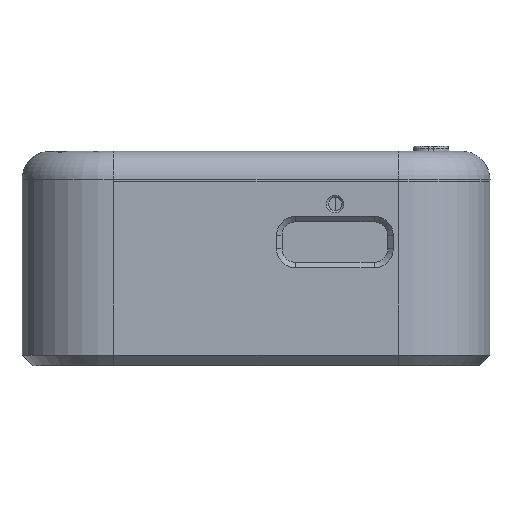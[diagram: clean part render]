
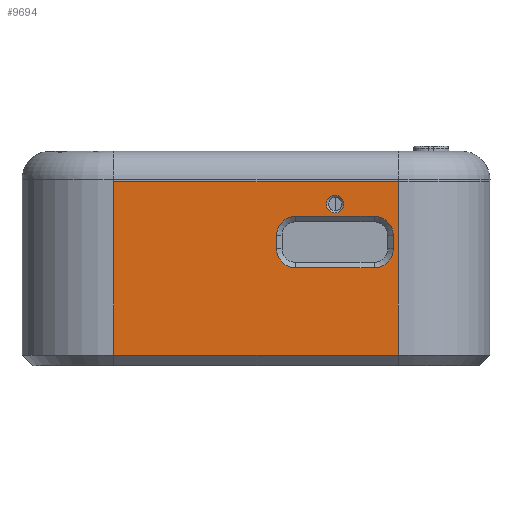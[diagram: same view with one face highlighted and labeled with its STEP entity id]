
A CAD part, left-side view. The second image highlights one B-rep face of the part: STEP entity #9694.
In plain terms, the highlighted planar face has unit normal (-1, 0, 0).
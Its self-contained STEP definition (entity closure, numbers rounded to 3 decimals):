
#262=FACE_BOUND('',#3284,.T.);
#263=FACE_BOUND('',#3285,.T.);
#471=PLANE('',#10190);
#638=LINE('',#14052,#1494);
#728=LINE('',#14625,#1584);
#1208=LINE('',#17996,#2064);
#1209=LINE('',#17998,#2065);
#1210=LINE('',#18003,#2066);
#1211=LINE('',#18007,#2067);
#1212=LINE('',#18011,#2068);
#1213=LINE('',#18015,#2069);
#1494=VECTOR('',#10776,10.);
#1584=VECTOR('',#10936,10.);
#2064=VECTOR('',#11746,10.);
#2065=VECTOR('',#11749,10.);
#2066=VECTOR('',#11752,10.);
#2067=VECTOR('',#11755,10.);
#2068=VECTOR('',#11758,10.);
#2069=VECTOR('',#11761,10.);
#2710=FACE_OUTER_BOUND('',#3283,.T.);
#3283=EDGE_LOOP('',(#8622,#8623,#8624,#8625));
#3284=EDGE_LOOP('',(#8626));
#3285=EDGE_LOOP('',(#8627,#8628,#8629,#8630,#8631,#8632,#8633,#8634));
#3927=CIRCLE('',#10191,0.8);
#3928=CIRCLE('',#10192,1.75);
#3929=CIRCLE('',#10193,1.75);
#3930=CIRCLE('',#10194,1.75);
#3931=CIRCLE('',#10195,1.75);
#4340=VERTEX_POINT('',#14046);
#4341=VERTEX_POINT('',#14050);
#4366=VERTEX_POINT('',#14615);
#4368=VERTEX_POINT('',#14621);
#4796=VERTEX_POINT('',#17999);
#4797=VERTEX_POINT('',#18001);
#4798=VERTEX_POINT('',#18002);
#4799=VERTEX_POINT('',#18004);
#4800=VERTEX_POINT('',#18006);
#4801=VERTEX_POINT('',#18008);
#4802=VERTEX_POINT('',#18010);
#4803=VERTEX_POINT('',#18012);
#4804=VERTEX_POINT('',#18014);
#5321=EDGE_CURVE('',#4341,#4340,#638,.T.);
#5420=EDGE_CURVE('',#4366,#4368,#728,.T.);
#6107=EDGE_CURVE('',#4366,#4340,#1208,.T.);
#6108=EDGE_CURVE('',#4368,#4341,#1209,.T.);
#6109=EDGE_CURVE('',#4796,#4796,#3927,.T.);
#6110=EDGE_CURVE('',#4797,#4798,#1210,.T.);
#6111=EDGE_CURVE('',#4799,#4797,#3928,.T.);
#6112=EDGE_CURVE('',#4800,#4799,#1211,.T.);
#6113=EDGE_CURVE('',#4801,#4800,#3929,.T.);
#6114=EDGE_CURVE('',#4802,#4801,#1212,.T.);
#6115=EDGE_CURVE('',#4803,#4802,#3930,.T.);
#6116=EDGE_CURVE('',#4804,#4803,#1213,.T.);
#6117=EDGE_CURVE('',#4798,#4804,#3931,.T.);
#8622=ORIENTED_EDGE('',*,*,#5420,.F.);
#8623=ORIENTED_EDGE('',*,*,#6107,.T.);
#8624=ORIENTED_EDGE('',*,*,#5321,.F.);
#8625=ORIENTED_EDGE('',*,*,#6108,.F.);
#8626=ORIENTED_EDGE('',*,*,#6109,.F.);
#8627=ORIENTED_EDGE('',*,*,#6110,.F.);
#8628=ORIENTED_EDGE('',*,*,#6111,.F.);
#8629=ORIENTED_EDGE('',*,*,#6112,.F.);
#8630=ORIENTED_EDGE('',*,*,#6113,.F.);
#8631=ORIENTED_EDGE('',*,*,#6114,.F.);
#8632=ORIENTED_EDGE('',*,*,#6115,.F.);
#8633=ORIENTED_EDGE('',*,*,#6116,.F.);
#8634=ORIENTED_EDGE('',*,*,#6117,.F.);
#9694=ADVANCED_FACE('',(#2710,#262,#263),#471,.T.);
#10190=AXIS2_PLACEMENT_3D('',#17997,#11747,#11748);
#10191=AXIS2_PLACEMENT_3D('',#18000,#11750,#11751);
#10192=AXIS2_PLACEMENT_3D('',#18005,#11753,#11754);
#10193=AXIS2_PLACEMENT_3D('',#18009,#11756,#11757);
#10194=AXIS2_PLACEMENT_3D('',#18013,#11759,#11760);
#10195=AXIS2_PLACEMENT_3D('',#18016,#11762,#11763);
#10776=DIRECTION('',(0.,-1.,0.));
#10936=DIRECTION('',(0.,1.,0.));
#11746=DIRECTION('',(0.,0.,1.));
#11747=DIRECTION('center_axis',(-1.,0.,0.));
#11748=DIRECTION('ref_axis',(0.,-1.,0.));
#11749=DIRECTION('',(0.,0.,1.));
#11750=DIRECTION('center_axis',(-1.,0.,0.));
#11751=DIRECTION('ref_axis',(0.,0.,1.));
#11752=DIRECTION('',(0.,1.,0.));
#11753=DIRECTION('center_axis',(-1.,0.,0.));
#11754=DIRECTION('ref_axis',(0.,-0.707,0.707));
#11755=DIRECTION('',(0.,0.,1.));
#11756=DIRECTION('center_axis',(-1.,0.,0.));
#11757=DIRECTION('ref_axis',(0.,-0.707,-0.707));
#11758=DIRECTION('',(0.,-1.,0.));
#11759=DIRECTION('center_axis',(-1.,0.,0.));
#11760=DIRECTION('ref_axis',(0.,0.707,-0.707));
#11761=DIRECTION('',(0.,0.,-1.));
#11762=DIRECTION('center_axis',(-1.,0.,0.));
#11763=DIRECTION('ref_axis',(0.,0.707,0.707));
#14046=CARTESIAN_POINT('',(56.405,42.925,3.934));
#14050=CARTESIAN_POINT('',(56.405,68.955,3.934));
#14052=CARTESIAN_POINT('',(56.405,62.447,3.934));
#14615=CARTESIAN_POINT('',(56.405,42.925,-11.89));
#14621=CARTESIAN_POINT('',(56.405,68.955,-11.89));
#14625=CARTESIAN_POINT('',(56.405,62.447,-11.89));
#17996=CARTESIAN_POINT('',(56.405,42.925,-12.89));
#17997=CARTESIAN_POINT('Origin',(56.405,68.955,-12.89));
#17998=CARTESIAN_POINT('',(56.405,68.955,-12.89));
#17999=CARTESIAN_POINT('',(56.405,48.7,1.1));
#18000=CARTESIAN_POINT('Origin',(56.405,48.7,1.9));
#18001=CARTESIAN_POINT('',(56.405,45.149,0.786));
#18002=CARTESIAN_POINT('',(56.405,52.312,0.786));
#18003=CARTESIAN_POINT('',(56.405,61.258,0.786));
#18004=CARTESIAN_POINT('',(56.405,43.399,-0.964));
#18005=CARTESIAN_POINT('Origin',(56.405,45.149,-0.964));
#18006=CARTESIAN_POINT('',(56.405,43.399,-2.176));
#18007=CARTESIAN_POINT('',(56.405,43.399,-6.302));
#18008=CARTESIAN_POINT('',(56.405,45.149,-3.926));
#18009=CARTESIAN_POINT('Origin',(56.405,45.149,-2.176));
#18010=CARTESIAN_POINT('',(56.405,52.312,-3.926));
#18011=CARTESIAN_POINT('',(56.405,56.427,-3.926));
#18012=CARTESIAN_POINT('',(56.405,54.062,-2.176));
#18013=CARTESIAN_POINT('Origin',(56.405,52.312,-2.176));
#18014=CARTESIAN_POINT('',(56.405,54.062,-0.964));
#18015=CARTESIAN_POINT('',(56.405,54.062,-8.158));
#18016=CARTESIAN_POINT('Origin',(56.405,52.312,-0.964));
